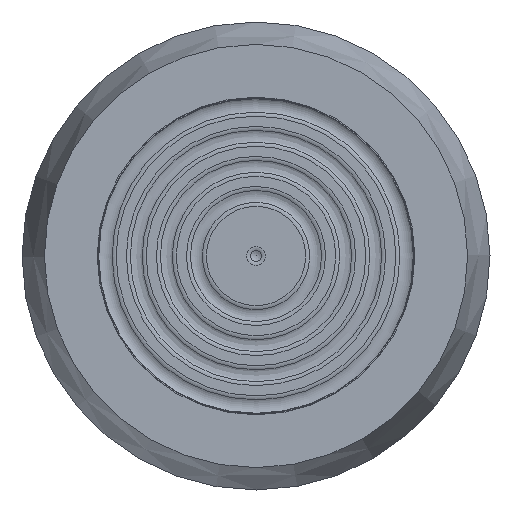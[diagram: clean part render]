
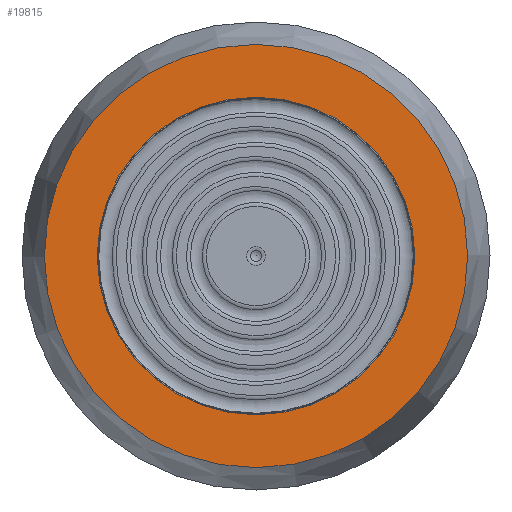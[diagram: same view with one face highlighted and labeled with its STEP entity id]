
A CAD part, left-side view. The second image highlights one B-rep face of the part: STEP entity #19815.
In plain terms, the highlighted planar face has unit normal (-1, 0, 0).
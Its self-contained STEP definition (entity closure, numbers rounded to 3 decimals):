
#262=FACE_BOUND('',#3242,.T.);
#945=PLANE('',#21209);
#2064=FACE_OUTER_BOUND('',#3241,.T.);
#3241=EDGE_LOOP('',(#18208));
#3242=EDGE_LOOP('',(#18209));
#3963=CIRCLE('',#21201,19.);
#3968=CIRCLE('',#21210,25.321);
#9208=VERTEX_POINT('',#63114);
#9211=VERTEX_POINT('',#63127);
#12217=EDGE_CURVE('',#9208,#9208,#3963,.T.);
#12223=EDGE_CURVE('',#9211,#9211,#3968,.T.);
#18208=ORIENTED_EDGE('',*,*,#12223,.F.);
#18209=ORIENTED_EDGE('',*,*,#12217,.T.);
#19815=ADVANCED_FACE('',(#2064,#262),#945,.T.);
#21201=AXIS2_PLACEMENT_3D('',#63115,#24719,#24720);
#21209=AXIS2_PLACEMENT_3D('',#63126,#24736,#24737);
#21210=AXIS2_PLACEMENT_3D('',#63128,#24738,#24739);
#24719=DIRECTION('center_axis',(1.,0.,0.));
#24720=DIRECTION('ref_axis',(0.,1.,0.));
#24736=DIRECTION('center_axis',(-1.,0.,0.));
#24737=DIRECTION('ref_axis',(0.,0.,1.));
#24738=DIRECTION('center_axis',(1.,0.,0.));
#24739=DIRECTION('ref_axis',(0.,0.,-1.));
#63114=CARTESIAN_POINT('',(-37.,-19.,0.));
#63115=CARTESIAN_POINT('Origin',(-37.,0.,0.));
#63126=CARTESIAN_POINT('Origin',(-37.,25.321,0.));
#63127=CARTESIAN_POINT('',(-37.,-25.321,0.));
#63128=CARTESIAN_POINT('Origin',(-37.,0.,0.));
